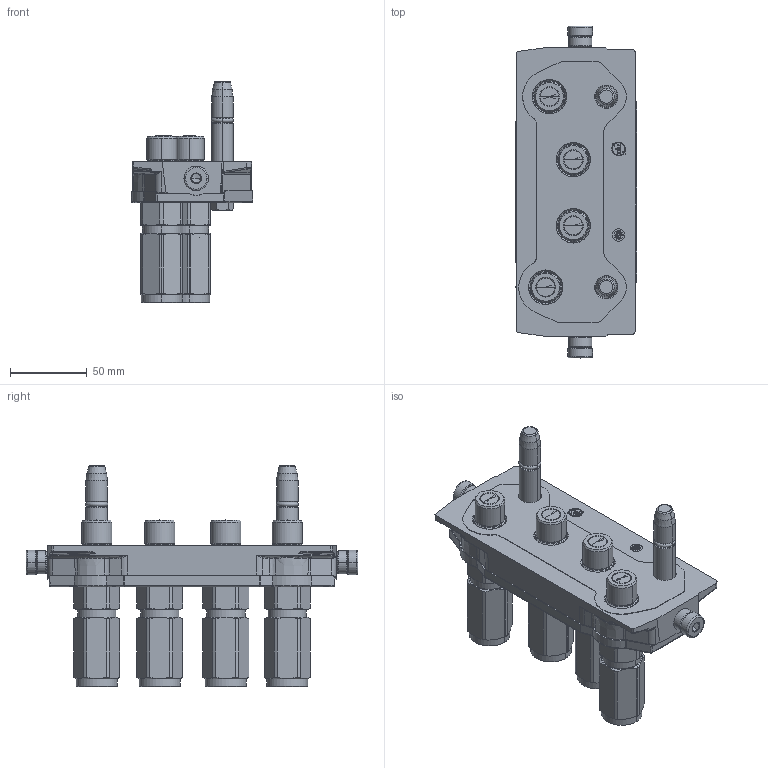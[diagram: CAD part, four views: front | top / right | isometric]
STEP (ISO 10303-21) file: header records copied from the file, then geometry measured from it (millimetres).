
FILE_DESCRIPTION (( 'STEP AP214' ), '1' );
FILE_NAME ('FASTER.step', '2021-03-10T21:01:58', ( '' ), ( '' ), 'SwSTEP 2.0', 'SolidWorks 2017', '' );
FILE_SCHEMA (( 'AUTOMOTIVE_DESIGN' ));
Length unit declared in the file: millimetre
Products named in the file (12): 3ffnp38-12g_m; 4830_021_0000_000; 4830_013_3000_020; et002; FASTER; 4832_010_0001_000; PS06_M_BASE; 4800_315_0002_000; 1540_080_0008_000; or2_62x9_19_m; 4830_028_1000_002
Assembly tree (19 placements, depth 3):
  FASTER
    PS06_M_BASE
      4832_010_0001_000
      1540_080_0008_000  x2
      4830_013_3000_020  x2
      4830_028_1000_002  x2
      4830_021_0000_000  x2
      4800_315_0002_000
      or2_62x9_19_m  x2
    3ffnp38-12g_m  x4
      3ffnp38-12g_m
    et002
Bounding box: 79.23 x 216 x 143.8 mm (x, y, z)
Volume: 12527.4 mm3; surface area: 167934.1 mm2
Topology: 6 solids, 57 shells, 4348 faces, 11662 edges, 7443 vertices
Faces by surface type: plane 2316, cylinder 791, bspline 607, cone 390, torus 202, sphere 42
Entity records: 160948 total; most frequent: CARTESIAN_POINT 71159, ORIENTED_EDGE 19292, DIRECTION 15651, EDGE_CURVE 9762, LINE 6371, VECTOR 6371, VERTEX_POINT 6178, AXIS2_PLACEMENT_3D 4640
